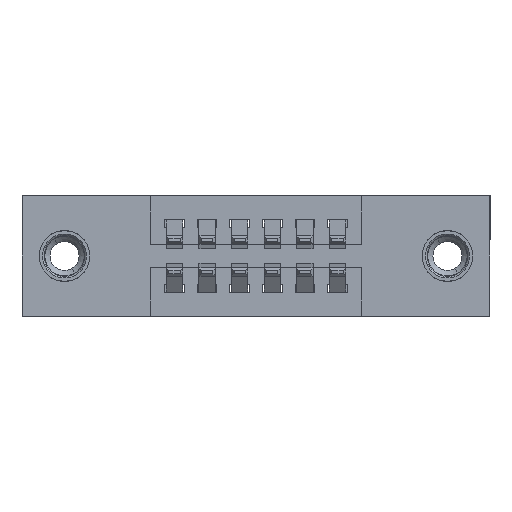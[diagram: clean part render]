
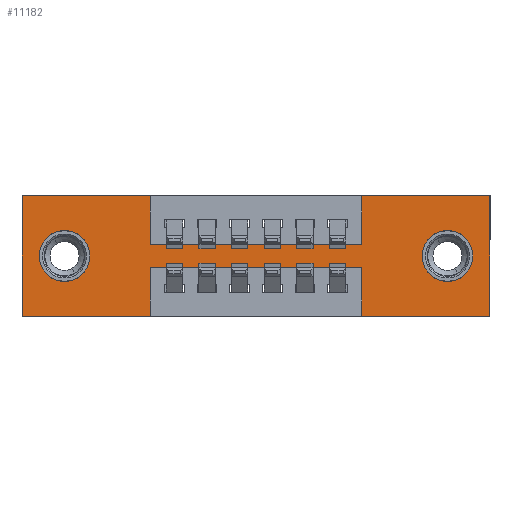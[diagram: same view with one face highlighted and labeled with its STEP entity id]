
A CAD part, front view. The second image highlights one B-rep face of the part: STEP entity #11182.
In plain terms, the highlighted planar face has unit normal (0, -1, 0).
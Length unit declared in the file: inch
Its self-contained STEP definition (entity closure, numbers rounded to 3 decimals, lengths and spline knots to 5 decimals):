
#159 = CIRCLE ( 'NONE', #4435, 0.078 ) ;
#170 = EDGE_CURVE ( 'NONE', #10343, #9033, #4071, .T. ) ;
#191 = CARTESIAN_POINT ( 'NONE',  ( 1.0425, 0., -0.22 ) ) ;
#235 = EDGE_CURVE ( 'NONE', #4600, #4367, #3775, .T. ) ;
#246 = VECTOR ( 'NONE', #6448, 39.37008 ) ;
#532 = VERTEX_POINT ( 'NONE', #10367 ) ;
#543 = ORIENTED_EDGE ( 'NONE', *, *, #11414, .F. ) ;
#718 = VECTOR ( 'NONE', #10065, 39.37008 ) ;
#966 = ORIENTED_EDGE ( 'NONE', *, *, #1907, .T. ) ;
#1031 = CARTESIAN_POINT ( 'NONE',  ( 0.3925, 0., 0. ) ) ;
#1184 = VERTEX_POINT ( 'NONE', #3495 ) ;
#1281 = LINE ( 'NONE', #1748, #6282 ) ;
#1447 = AXIS2_PLACEMENT_3D ( 'NONE', #10088, #4632, #11011 ) ;
#1518 = DIRECTION ( 'NONE',  ( 0., 1., 0. ) ) ;
#1623 = ORIENTED_EDGE ( 'NONE', *, *, #11635, .F. ) ;
#1674 = VERTEX_POINT ( 'NONE', #9306 ) ;
#1748 = CARTESIAN_POINT ( 'NONE',  ( 0., 0., -0.37 ) ) ;
#1773 = CIRCLE ( 'NONE', #1447, 0.078 ) ;
#1837 = AXIS2_PLACEMENT_3D ( 'NONE', #1986, #11087, #3037 ) ;
#1848 = DIRECTION ( 'NONE',  ( 0., 0., 1. ) ) ;
#1878 = DIRECTION ( 'NONE',  ( 1., 0., 0. ) ) ;
#1885 = CARTESIAN_POINT ( 'NONE',  ( 0., 0., -0.37 ) ) ;
#1903 = CARTESIAN_POINT ( 'NONE',  ( 1.305, 0., -0.263 ) ) ;
#1907 = EDGE_CURVE ( 'NONE', #5464, #5899, #3316, .T. ) ;
#1986 = CARTESIAN_POINT ( 'NONE',  ( 0., 0., -0.37 ) ) ;
#2261 = AXIS2_PLACEMENT_3D ( 'NONE', #2535, #1518, #6153 ) ;
#2535 = CARTESIAN_POINT ( 'NONE',  ( 1.305, 0., -0.185 ) ) ;
#2581 = CARTESIAN_POINT ( 'NONE',  ( 1.0425, 0., -0.15 ) ) ;
#2593 = EDGE_CURVE ( 'NONE', #4832, #4600, #7413, .T. ) ;
#2663 = CARTESIAN_POINT ( 'NONE',  ( 0.13, 0., -0.185 ) ) ;
#2706 = EDGE_CURVE ( 'NONE', #5171, #11317, #3864, .T. ) ;
#2897 = VERTEX_POINT ( 'NONE', #8150 ) ;
#2996 = VECTOR ( 'NONE', #5798, 39.37008 ) ;
#2997 = VECTOR ( 'NONE', #10695, 39.37008 ) ;
#3037 = DIRECTION ( 'NONE',  ( 0., 0., -1. ) ) ;
#3124 = LINE ( 'NONE', #4939, #9809 ) ;
#3225 = DIRECTION ( 'NONE',  ( -1., 0., 0. ) ) ;
#3316 = CIRCLE ( 'NONE', #2261, 0.078 ) ;
#3334 = ORIENTED_EDGE ( 'NONE', *, *, #2706, .F. ) ;
#3495 = CARTESIAN_POINT ( 'NONE',  ( 0.3925, 0., -0.37 ) ) ;
#3583 = DIRECTION ( 'NONE',  ( -1., 0., 0. ) ) ;
#3767 = ORIENTED_EDGE ( 'NONE', *, *, #235, .F. ) ;
#3775 = LINE ( 'NONE', #7268, #8902 ) ;
#3824 = LINE ( 'NONE', #1031, #246 ) ;
#3864 = LINE ( 'NONE', #6964, #2997 ) ;
#4020 = CARTESIAN_POINT ( 'NONE',  ( 1.305, 0., -0.107 ) ) ;
#4071 = LINE ( 'NONE', #5452, #7614 ) ;
#4106 = ORIENTED_EDGE ( 'NONE', *, *, #6218, .F. ) ;
#4283 = ORIENTED_EDGE ( 'NONE', *, *, #7190, .T. ) ;
#4290 = ORIENTED_EDGE ( 'NONE', *, *, #9877, .F. ) ;
#4367 = VERTEX_POINT ( 'NONE', #5431 ) ;
#4435 = AXIS2_PLACEMENT_3D ( 'NONE', #2663, #4503, #11754 ) ;
#4503 = DIRECTION ( 'NONE',  ( 0., 1., 0. ) ) ;
#4511 = DIRECTION ( 'NONE',  ( 0., 0., -1. ) ) ;
#4600 = VERTEX_POINT ( 'NONE', #10193 ) ;
#4632 = DIRECTION ( 'NONE',  ( 0., 1., 0. ) ) ;
#4658 = VECTOR ( 'NONE', #4511, 39.37008 ) ;
#4681 = DIRECTION ( 'NONE',  ( 0., 1., 0. ) ) ;
#4759 = CARTESIAN_POINT ( 'NONE',  ( 1.305, 0., -0.185 ) ) ;
#4807 = EDGE_CURVE ( 'NONE', #4367, #2897, #3824, .T. ) ;
#4832 = VERTEX_POINT ( 'NONE', #1885 ) ;
#4893 = DIRECTION ( 'NONE',  ( 0., 0., 1. ) ) ;
#4939 = CARTESIAN_POINT ( 'NONE',  ( 0.3925, 0., -0.22 ) ) ;
#5171 = VERTEX_POINT ( 'NONE', #5461 ) ;
#5431 = CARTESIAN_POINT ( 'NONE',  ( 0.3925, 0., 0. ) ) ;
#5452 = CARTESIAN_POINT ( 'NONE',  ( 1.0425, 0., -0.37 ) ) ;
#5461 = CARTESIAN_POINT ( 'NONE',  ( 1.435, 0., 0. ) ) ;
#5464 = VERTEX_POINT ( 'NONE', #1903 ) ;
#5662 = EDGE_CURVE ( 'NONE', #532, #1184, #11375, .T. ) ;
#5752 = ORIENTED_EDGE ( 'NONE', *, *, #8777, .T. ) ;
#5797 = CIRCLE ( 'NONE', #6638, 0.078 ) ;
#5798 = DIRECTION ( 'NONE',  ( 1., 0., 0. ) ) ;
#5807 = LINE ( 'NONE', #11204, #7914 ) ;
#5899 = VERTEX_POINT ( 'NONE', #4020 ) ;
#6153 = DIRECTION ( 'NONE',  ( 0., 0., -1. ) ) ;
#6186 = CARTESIAN_POINT ( 'NONE',  ( 0.13, 0., -0.107 ) ) ;
#6187 = CARTESIAN_POINT ( 'NONE',  ( 1.0425, 0., -0.37 ) ) ;
#6218 = EDGE_CURVE ( 'NONE', #2897, #9740, #5807, .T. ) ;
#6282 = VECTOR ( 'NONE', #3583, 39.37008 ) ;
#6284 = CARTESIAN_POINT ( 'NONE',  ( 0.3925, 0., -0.37 ) ) ;
#6429 = EDGE_CURVE ( 'NONE', #5899, #5464, #5797, .T. ) ;
#6448 = DIRECTION ( 'NONE',  ( 0., 0., -1. ) ) ;
#6544 = FACE_BOUND ( 'NONE', #6785, .T. ) ;
#6638 = AXIS2_PLACEMENT_3D ( 'NONE', #4759, #4681, #8297 ) ;
#6649 = DIRECTION ( 'NONE',  ( 1., 0., 0. ) ) ;
#6785 = EDGE_LOOP ( 'NONE', ( #5752, #4283 ) ) ;
#6797 = ORIENTED_EDGE ( 'NONE', *, *, #10753, .F. ) ;
#6825 = ORIENTED_EDGE ( 'NONE', *, *, #9925, .F. ) ;
#6964 = CARTESIAN_POINT ( 'NONE',  ( 1.435, 0., 0. ) ) ;
#7108 = FACE_OUTER_BOUND ( 'NONE', #11672, .T. ) ;
#7190 = EDGE_CURVE ( 'NONE', #11252, #9338, #1773, .T. ) ;
#7216 = VECTOR ( 'NONE', #11446, 39.37008 ) ;
#7268 = CARTESIAN_POINT ( 'NONE',  ( 0., 0., 0. ) ) ;
#7273 = ORIENTED_EDGE ( 'NONE', *, *, #6429, .T. ) ;
#7413 = LINE ( 'NONE', #10336, #10984 ) ;
#7614 = VECTOR ( 'NONE', #1848, 39.37008 ) ;
#7830 = ORIENTED_EDGE ( 'NONE', *, *, #4807, .F. ) ;
#7914 = VECTOR ( 'NONE', #6649, 39.37008 ) ;
#7960 = FACE_BOUND ( 'NONE', #10196, .T. ) ;
#7967 = LINE ( 'NONE', #10943, #718 ) ;
#8150 = CARTESIAN_POINT ( 'NONE',  ( 0.3925, 0., -0.15 ) ) ;
#8161 = CARTESIAN_POINT ( 'NONE',  ( 0.13, 0., -0.263 ) ) ;
#8297 = DIRECTION ( 'NONE',  ( 0., 0., -1. ) ) ;
#8596 = CARTESIAN_POINT ( 'NONE',  ( 1.0425, 0., 0. ) ) ;
#8777 = EDGE_CURVE ( 'NONE', #9338, #11252, #159, .T. ) ;
#8902 = VECTOR ( 'NONE', #1878, 39.37008 ) ;
#8907 = CARTESIAN_POINT ( 'NONE',  ( 0., 0., 0. ) ) ;
#8961 = ORIENTED_EDGE ( 'NONE', *, *, #5662, .F. ) ;
#9033 = VERTEX_POINT ( 'NONE', #191 ) ;
#9306 = CARTESIAN_POINT ( 'NONE',  ( 1.0425, 0., 0. ) ) ;
#9338 = VERTEX_POINT ( 'NONE', #6186 ) ;
#9740 = VERTEX_POINT ( 'NONE', #2581 ) ;
#9809 = VECTOR ( 'NONE', #3225, 39.37008 ) ;
#9877 = EDGE_CURVE ( 'NONE', #11317, #10343, #7967, .T. ) ;
#9925 = EDGE_CURVE ( 'NONE', #1674, #5171, #10964, .T. ) ;
#9937 = LINE ( 'NONE', #8596, #7216 ) ;
#10059 = ORIENTED_EDGE ( 'NONE', *, *, #170, .F. ) ;
#10065 = DIRECTION ( 'NONE',  ( -1., 0., 0. ) ) ;
#10088 = CARTESIAN_POINT ( 'NONE',  ( 0.13, 0., -0.185 ) ) ;
#10193 = CARTESIAN_POINT ( 'NONE',  ( 0., 0., 0. ) ) ;
#10196 = EDGE_LOOP ( 'NONE', ( #7273, #966 ) ) ;
#10336 = CARTESIAN_POINT ( 'NONE',  ( 0., 0., 0. ) ) ;
#10343 = VERTEX_POINT ( 'NONE', #6187 ) ;
#10367 = CARTESIAN_POINT ( 'NONE',  ( 0.3925, 0., -0.22 ) ) ;
#10695 = DIRECTION ( 'NONE',  ( 0., 0., -1. ) ) ;
#10753 = EDGE_CURVE ( 'NONE', #1184, #4832, #1281, .T. ) ;
#10943 = CARTESIAN_POINT ( 'NONE',  ( 0., 0., -0.37 ) ) ;
#10964 = LINE ( 'NONE', #8907, #2996 ) ;
#10984 = VECTOR ( 'NONE', #4893, 39.37008 ) ;
#11011 = DIRECTION ( 'NONE',  ( 0., 0., 1. ) ) ;
#11087 = DIRECTION ( 'NONE',  ( 0., -1., 0. ) ) ;
#11176 = PLANE ( 'NONE',  #1837 ) ;
#11182 = ADVANCED_FACE ( 'NONE', ( #7960, #6544, #7108 ), #11176, .T. ) ;
#11204 = CARTESIAN_POINT ( 'NONE',  ( 0.3925, 0., -0.15 ) ) ;
#11252 = VERTEX_POINT ( 'NONE', #8161 ) ;
#11286 = CARTESIAN_POINT ( 'NONE',  ( 1.435, 0., -0.37 ) ) ;
#11317 = VERTEX_POINT ( 'NONE', #11286 ) ;
#11375 = LINE ( 'NONE', #6284, #4658 ) ;
#11414 = EDGE_CURVE ( 'NONE', #9033, #532, #3124, .T. ) ;
#11446 = DIRECTION ( 'NONE',  ( 0., 0., 1. ) ) ;
#11516 = ORIENTED_EDGE ( 'NONE', *, *, #2593, .F. ) ;
#11635 = EDGE_CURVE ( 'NONE', #9740, #1674, #9937, .T. ) ;
#11672 = EDGE_LOOP ( 'NONE', ( #8961, #543, #10059, #4290, #3334, #6825, #1623, #4106, #7830, #3767, #11516, #6797 ) ) ;
#11754 = DIRECTION ( 'NONE',  ( 0., 0., 1. ) ) ;
